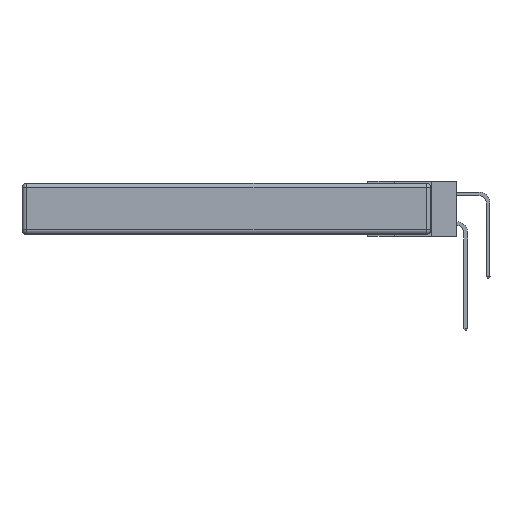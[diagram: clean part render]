
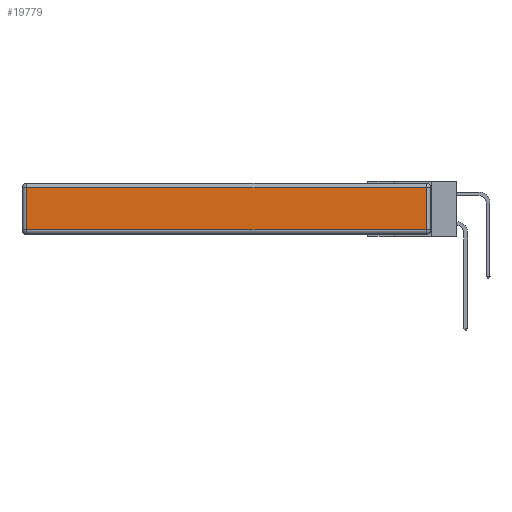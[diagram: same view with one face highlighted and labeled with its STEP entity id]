
A CAD part, left-side view. The second image highlights one B-rep face of the part: STEP entity #19779.
In plain terms, the highlighted planar face has unit normal (-1, 0, 0).
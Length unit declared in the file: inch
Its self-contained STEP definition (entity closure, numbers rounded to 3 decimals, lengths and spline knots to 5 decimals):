
#741 = LINE ( 'NONE', #12302, #10040 ) ;
#1296 = EDGE_CURVE ( 'NONE', #24502, #15737, #9163, .T. ) ;
#1647 = CARTESIAN_POINT ( 'NONE',  ( 0., 0.03, -0.313 ) ) ;
#1747 = CARTESIAN_POINT ( 'NONE',  ( 0., 2.75, -0.03 ) ) ;
#2168 = EDGE_CURVE ( 'NONE', #15737, #7730, #13158, .T. ) ;
#2544 = LINE ( 'NONE', #1747, #17974 ) ;
#3982 = VERTEX_POINT ( 'NONE', #17014 ) ;
#4040 = EDGE_CURVE ( 'NONE', #7730, #3982, #2544, .T. ) ;
#4173 = ORIENTED_EDGE ( 'NONE', *, *, #23901, .T. ) ;
#4478 = DIRECTION ( 'NONE',  ( 0., -1., 0. ) ) ;
#6607 = ORIENTED_EDGE ( 'NONE', *, *, #2168, .T. ) ;
#7169 = AXIS2_PLACEMENT_3D ( 'NONE', #19900, #17895, #13942 ) ;
#7730 = VERTEX_POINT ( 'NONE', #11376 ) ;
#7939 = VECTOR ( 'NONE', #4478, 39.37008 ) ;
#9163 = LINE ( 'NONE', #10764, #7939 ) ;
#9609 = DIRECTION ( 'NONE',  ( 0., 0., 1. ) ) ;
#9953 = PLANE ( 'NONE',  #7169 ) ;
#10040 = VECTOR ( 'NONE', #14212, 39.37008 ) ;
#10310 = ORIENTED_EDGE ( 'NONE', *, *, #1296, .T. ) ;
#10764 = CARTESIAN_POINT ( 'NONE',  ( 0., 0., -0.313 ) ) ;
#11376 = CARTESIAN_POINT ( 'NONE',  ( 0., 0.03, -0.03 ) ) ;
#11689 = DIRECTION ( 'NONE',  ( 0., 1., 0. ) ) ;
#11715 = CARTESIAN_POINT ( 'NONE',  ( 0., 0.03, -0.343 ) ) ;
#12263 = ORIENTED_EDGE ( 'NONE', *, *, #4040, .T. ) ;
#12302 = CARTESIAN_POINT ( 'NONE',  ( 0., 2.72, -0.343 ) ) ;
#13158 = LINE ( 'NONE', #11715, #13456 ) ;
#13456 = VECTOR ( 'NONE', #9609, 39.37008 ) ;
#13942 = DIRECTION ( 'NONE',  ( 0., 0., 1. ) ) ;
#14212 = DIRECTION ( 'NONE',  ( 0., 0., -1. ) ) ;
#15737 = VERTEX_POINT ( 'NONE', #1647 ) ;
#15769 = EDGE_LOOP ( 'NONE', ( #10310, #6607, #12263, #4173 ) ) ;
#16857 = FACE_OUTER_BOUND ( 'NONE', #15769, .T. ) ;
#17014 = CARTESIAN_POINT ( 'NONE',  ( 0., 2.72, -0.03 ) ) ;
#17895 = DIRECTION ( 'NONE',  ( -1., 0., 0. ) ) ;
#17974 = VECTOR ( 'NONE', #11689, 39.37008 ) ;
#19691 = CARTESIAN_POINT ( 'NONE',  ( 0., 2.72, -0.313 ) ) ;
#19779 = ADVANCED_FACE ( 'NONE', ( #16857 ), #9953, .T. ) ;
#19900 = CARTESIAN_POINT ( 'NONE',  ( 0., 0., -0.343 ) ) ;
#23901 = EDGE_CURVE ( 'NONE', #3982, #24502, #741, .T. ) ;
#24502 = VERTEX_POINT ( 'NONE', #19691 ) ;
